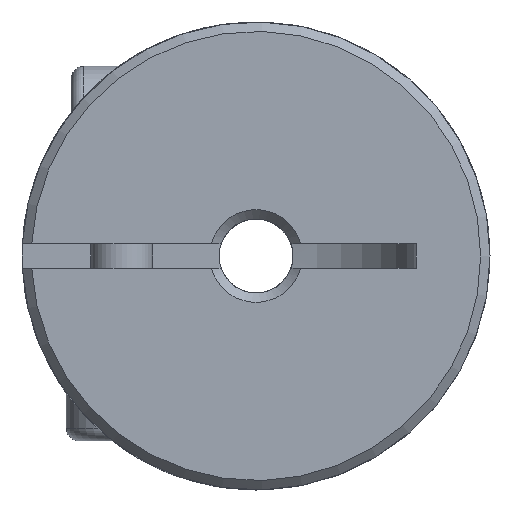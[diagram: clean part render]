
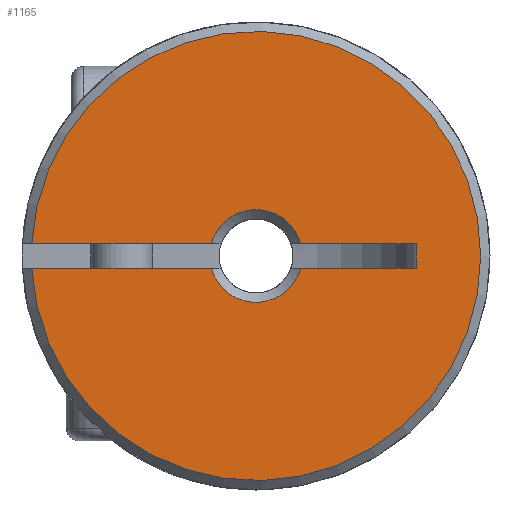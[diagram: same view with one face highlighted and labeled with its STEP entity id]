
A CAD part, left-side view. The second image highlights one B-rep face of the part: STEP entity #1165.
In plain terms, the highlighted planar face has unit normal (-1, 0, 0).
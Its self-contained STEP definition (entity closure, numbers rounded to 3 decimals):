
#284 = VERTEX_POINT ( 'NONE', #1571 ) ;
#285 = VERTEX_POINT ( 'NONE', #1572 ) ;
#290 = VERTEX_POINT ( 'NONE', #1577 ) ;
#291 = VERTEX_POINT ( 'NONE', #1578 ) ;
#292 = VERTEX_POINT ( 'NONE', #1579 ) ;
#293 = VERTEX_POINT ( 'NONE', #1580 ) ;
#294 = VERTEX_POINT ( 'NONE', #1581 ) ;
#295 = VERTEX_POINT ( 'NONE', #1582 ) ;
#633 = EDGE_CURVE ( 'NONE', #290, #295, #2443, .T. ) ;
#636 = EDGE_CURVE ( 'NONE', #293, #284, #2438, .T. ) ;
#637 = EDGE_CURVE ( 'NONE', #292, #285, #2445, .T. ) ;
#639 = EDGE_CURVE ( 'NONE', #292, #291, #2450, .T. ) ;
#640 = EDGE_CURVE ( 'NONE', #294, #295, #2455, .T. ) ;
#641 = EDGE_CURVE ( 'NONE', #290, #291, #2462, .T. ) ;
#642 = EDGE_CURVE ( 'NONE', #294, #293, #2469, .T. ) ;
#694 = EDGE_CURVE ( 'NONE', #284, #285, #2681, .T. ) ;
#999 = EDGE_LOOP ( 'NONE', ( #1227, #1228, #1229, #1230, #1231, #1232, #1233, #1234 ) ) ;
#1165 = ADVANCED_FACE ( 'NONE', ( #2761 ), #2980, .T. ) ;
#1227 = ORIENTED_EDGE ( 'NONE', *, *, #641, .T. ) ;
#1228 = ORIENTED_EDGE ( 'NONE', *, *, #639, .F. ) ;
#1229 = ORIENTED_EDGE ( 'NONE', *, *, #637, .T. ) ;
#1230 = ORIENTED_EDGE ( 'NONE', *, *, #694, .F. ) ;
#1231 = ORIENTED_EDGE ( 'NONE', *, *, #636, .F. ) ;
#1232 = ORIENTED_EDGE ( 'NONE', *, *, #642, .F. ) ;
#1233 = ORIENTED_EDGE ( 'NONE', *, *, #640, .T. ) ;
#1234 = ORIENTED_EDGE ( 'NONE', *, *, #633, .F. ) ;
#1571 = CARTESIAN_POINT ( 'NONE',  ( -10., 1.813, -0.5 ) ) ;
#1572 = CARTESIAN_POINT ( 'NONE',  ( -10., -1.813, -0.5 ) ) ;
#1577 = CARTESIAN_POINT ( 'NONE',  ( -10., -1.813, 0.5 ) ) ;
#1578 = CARTESIAN_POINT ( 'NONE',  ( -10., -6.498, 0.5 ) ) ;
#1579 = CARTESIAN_POINT ( 'NONE',  ( -10., -6.498, -0.5 ) ) ;
#1580 = CARTESIAN_POINT ( 'NONE',  ( -10., 9.105, -0.5 ) ) ;
#1581 = CARTESIAN_POINT ( 'NONE',  ( -10., 9.105, 0.5 ) ) ;
#1582 = CARTESIAN_POINT ( 'NONE',  ( -10., 1.813, 0.5 ) ) ;
#1779 = AXIS2_PLACEMENT_3D ( 'NONE', #2178, #2191, #2192 ) ;
#1781 = AXIS2_PLACEMENT_3D ( 'NONE', #2278, #2289, #2291 ) ;
#1838 = AXIS2_PLACEMENT_3D ( 'NONE', #2528, #2535, #2536 ) ;
#1935 = AXIS2_PLACEMENT_3D ( 'NONE', #2973, #2983, #2984 ) ;
#2178 = CARTESIAN_POINT ( 'NONE',  ( -10., 0., 0. ) ) ;
#2191 = DIRECTION ( 'NONE',  ( -1., 0., 0. ) ) ;
#2192 = DIRECTION ( 'NONE',  ( 0., -1., 0. ) ) ;
#2193 = CARTESIAN_POINT ( 'NONE',  ( -10., -6.498, -0.5 ) ) ;
#2259 = CARTESIAN_POINT ( 'NONE',  ( -10., 0., -0.5 ) ) ;
#2261 = DIRECTION ( 'NONE',  ( 0., -1., 0. ) ) ;
#2263 = CARTESIAN_POINT ( 'NONE',  ( -10., 0., 0.5 ) ) ;
#2265 = DIRECTION ( 'NONE',  ( 0., 1., 0. ) ) ;
#2275 = CARTESIAN_POINT ( 'NONE',  ( -10., -6.498, -9.642 ) ) ;
#2277 = DIRECTION ( 'NONE',  ( 0., 0., 1. ) ) ;
#2278 = CARTESIAN_POINT ( 'NONE',  ( -10., 0., 0. ) ) ;
#2280 = DIRECTION ( 'NONE',  ( 0., -1., 0. ) ) ;
#2283 = CARTESIAN_POINT ( 'NONE',  ( -10., -6.498, 0.5 ) ) ;
#2285 = DIRECTION ( 'NONE',  ( 0., -1., 0. ) ) ;
#2289 = DIRECTION ( 'NONE',  ( 1., 0., 0. ) ) ;
#2291 = DIRECTION ( 'NONE',  ( 0., -1., 0. ) ) ;
#2435 = VECTOR ( 'NONE', #2261, 1000. ) ;
#2438 = LINE ( 'NONE', #2259, #2435 ) ;
#2441 = VECTOR ( 'NONE', #2277, 1000. ) ;
#2443 = CIRCLE ( 'NONE', #1779, 1.881 ) ;
#2445 = LINE ( 'NONE', #2193, #2448 ) ;
#2448 = VECTOR ( 'NONE', #2265, 1000. ) ;
#2450 = LINE ( 'NONE', #2275, #2441 ) ;
#2455 = LINE ( 'NONE', #2263, #2459 ) ;
#2459 = VECTOR ( 'NONE', #2280, 1000. ) ;
#2462 = LINE ( 'NONE', #2283, #2464 ) ;
#2464 = VECTOR ( 'NONE', #2285, 1000. ) ;
#2469 = CIRCLE ( 'NONE', #1781, 9.119 ) ;
#2528 = CARTESIAN_POINT ( 'NONE',  ( -10., 0., 0. ) ) ;
#2535 = DIRECTION ( 'NONE',  ( -1., 0., 0. ) ) ;
#2536 = DIRECTION ( 'NONE',  ( 0., -1., 0. ) ) ;
#2681 = CIRCLE ( 'NONE', #1838, 1.881 ) ;
#2761 = FACE_OUTER_BOUND ( 'NONE', #999, .T. ) ;
#2973 = CARTESIAN_POINT ( 'NONE',  ( -10., 0., 0. ) ) ;
#2980 = PLANE ( 'NONE',  #1935 ) ;
#2983 = DIRECTION ( 'NONE',  ( -1., 0., 0. ) ) ;
#2984 = DIRECTION ( 'NONE',  ( 0., -1., 0. ) ) ;
